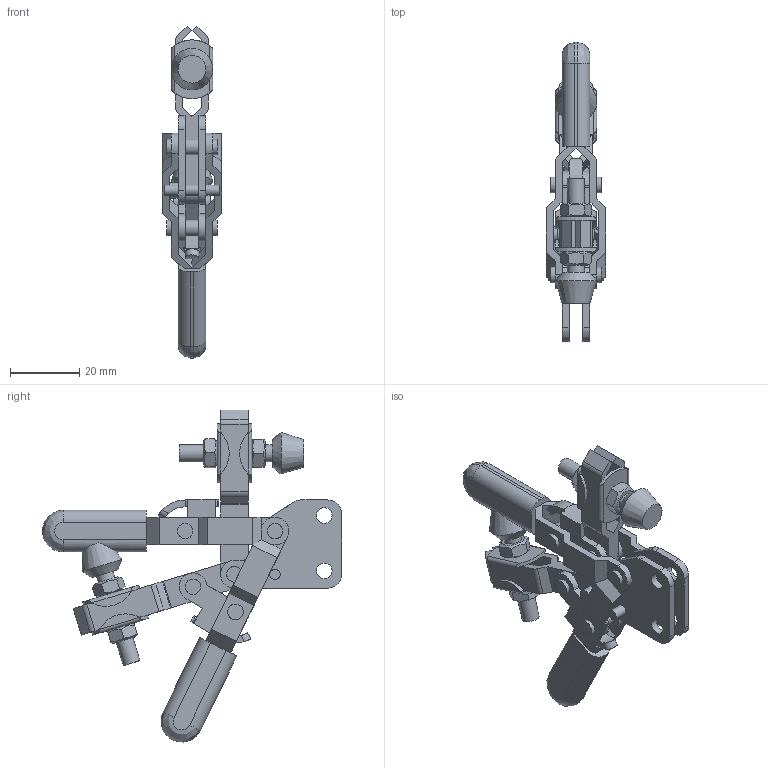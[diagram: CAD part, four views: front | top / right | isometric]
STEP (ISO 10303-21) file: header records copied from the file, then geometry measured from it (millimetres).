
FILE_DESCRIPTION((''),'2;1');
FILE_NAME('TD_2_01_U_TUENKERS.stp','2011-02-10T08:33:53',('huberm'),(''),'Autodesk Inventor 2010','Autodesk Inventor 2010','');
FILE_SCHEMA(('AUTOMOTIVE_DESIGN { 1 0 10303 214 1 1 1 1 }'));
Length unit declared in the file: millimetre
Products named in the file (1): TD_2_01_U_TUENKERS
Bounding box: 17.2 x 86.5 x 95.99 mm (x, y, z)
Volume: 19053.2 mm3; surface area: 16123.9 mm2
Topology: 1 solids, 1 shells, 427 faces, 1207 edges, 780 vertices
Faces by surface type: plane 234, cylinder 127, bspline 54, cone 12
Full cylindrical faces by diameter (mm): 3 x3, 4.5 x17, 5 x6
Entity records: 14425 total; most frequent: CARTESIAN_POINT 3263, ORIENTED_EDGE 2292, DIRECTION 2151, EDGE_CURVE 1146, VERTEX_POINT 759, AXIS2_PLACEMENT_3D 723, VECTOR 705, LINE 705
